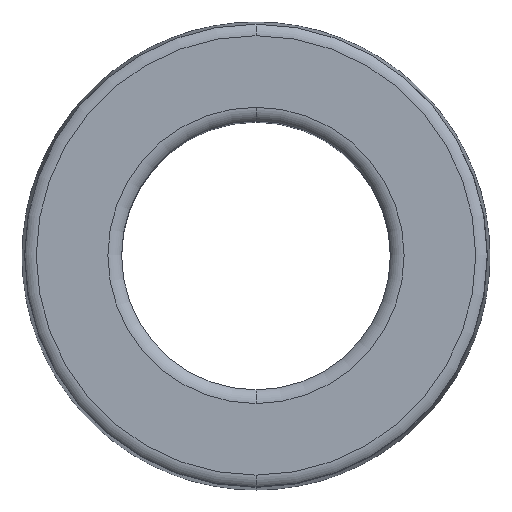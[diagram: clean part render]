
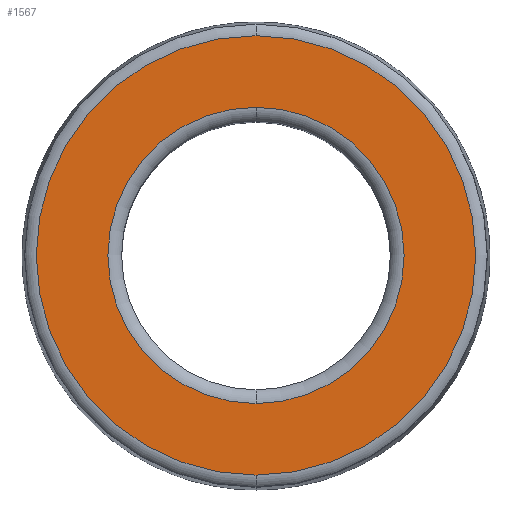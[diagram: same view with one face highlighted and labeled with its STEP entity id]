
A CAD part, top view. The second image highlights one B-rep face of the part: STEP entity #1567.
In plain terms, the highlighted planar face has unit normal (0, 0, 1).
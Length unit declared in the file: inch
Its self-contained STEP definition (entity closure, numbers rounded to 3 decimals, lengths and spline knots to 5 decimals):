
#189 = VERTEX_POINT ( 'NONE', #374 ) ;
#253 = EDGE_CURVE ( 'NONE', #189, #1578, #633, .T. ) ;
#286 = VERTEX_POINT ( 'NONE', #1062 ) ;
#293 = DIRECTION ( 'NONE',  ( 0., -1., 0. ) ) ;
#372 = DIRECTION ( 'NONE',  ( 0., -1., 0. ) ) ;
#374 = CARTESIAN_POINT ( 'NONE',  ( 0.276, 0., 0.62125 ) ) ;
#399 = DIRECTION ( 'NONE',  ( 0., 1., 0. ) ) ;
#421 = AXIS2_PLACEMENT_3D ( 'NONE', #998, #1931, #1954 ) ;
#429 = ORIENTED_EDGE ( 'NONE', *, *, #253, .T. ) ;
#511 = ORIENTED_EDGE ( 'NONE', *, *, #604, .T. ) ;
#523 = CARTESIAN_POINT ( 'NONE',  ( 0., 0., 0.62125 ) ) ;
#537 = AXIS2_PLACEMENT_3D ( 'NONE', #1565, #1260, #806 ) ;
#604 = EDGE_CURVE ( 'NONE', #1578, #189, #1536, .T. ) ;
#633 = CIRCLE ( 'NONE', #1674, 0.276 ) ;
#669 = CARTESIAN_POINT ( 'NONE',  ( -0.276, 0., 0.62125 ) ) ;
#709 = DIRECTION ( 'NONE',  ( 0., 0., -1. ) ) ;
#713 = DIRECTION ( 'NONE',  ( 0., 0., -1. ) ) ;
#753 = DIRECTION ( 'NONE',  ( 0., 0., -1. ) ) ;
#806 = DIRECTION ( 'NONE',  ( 0., 1., 0. ) ) ;
#930 = EDGE_LOOP ( 'NONE', ( #429, #511 ) ) ;
#957 = CIRCLE ( 'NONE', #537, 0.40937 ) ;
#998 = CARTESIAN_POINT ( 'NONE',  ( 0., 0.40937, 0.62125 ) ) ;
#1022 = EDGE_LOOP ( 'NONE', ( #1706, #1962 ) ) ;
#1036 = EDGE_CURVE ( 'NONE', #286, #1785, #957, .T. ) ;
#1062 = CARTESIAN_POINT ( 'NONE',  ( 0., -0.40938, 0.62125 ) ) ;
#1148 = FACE_OUTER_BOUND ( 'NONE', #1022, .T. ) ;
#1236 = CARTESIAN_POINT ( 'NONE',  ( 0., 0., 0.62125 ) ) ;
#1260 = DIRECTION ( 'NONE',  ( 0., 0., -1. ) ) ;
#1419 = AXIS2_PLACEMENT_3D ( 'NONE', #1236, #713, #399 ) ;
#1482 = CIRCLE ( 'NONE', #1419, 0.40937 ) ;
#1536 = CIRCLE ( 'NONE', #1677, 0.276 ) ;
#1553 = CARTESIAN_POINT ( 'NONE',  ( 0., 0.40937, 0.62125 ) ) ;
#1565 = CARTESIAN_POINT ( 'NONE',  ( 0., 0., 0.62125 ) ) ;
#1567 = ADVANCED_FACE ( 'NONE', ( #1823, #1148 ), #1650, .F. ) ;
#1578 = VERTEX_POINT ( 'NONE', #669 ) ;
#1650 = PLANE ( 'NONE',  #421 ) ;
#1674 = AXIS2_PLACEMENT_3D ( 'NONE', #1879, #753, #293 ) ;
#1677 = AXIS2_PLACEMENT_3D ( 'NONE', #523, #709, #372 ) ;
#1706 = ORIENTED_EDGE ( 'NONE', *, *, #1862, .F. ) ;
#1785 = VERTEX_POINT ( 'NONE', #1553 ) ;
#1823 = FACE_BOUND ( 'NONE', #930, .T. ) ;
#1862 = EDGE_CURVE ( 'NONE', #1785, #286, #1482, .T. ) ;
#1879 = CARTESIAN_POINT ( 'NONE',  ( 0., 0., 0.62125 ) ) ;
#1931 = DIRECTION ( 'NONE',  ( 0., 0., -1. ) ) ;
#1954 = DIRECTION ( 'NONE',  ( 0., 1., 0. ) ) ;
#1962 = ORIENTED_EDGE ( 'NONE', *, *, #1036, .F. ) ;
